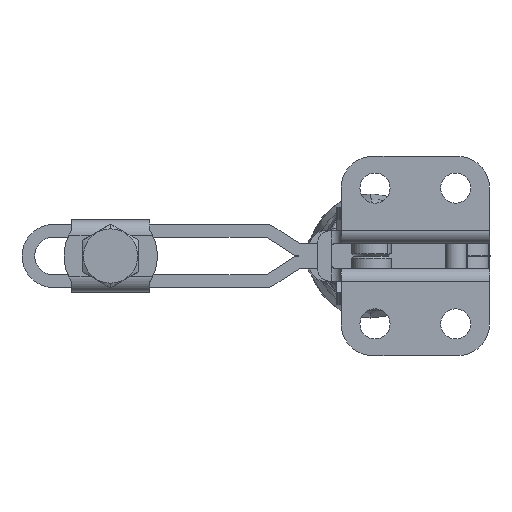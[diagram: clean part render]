
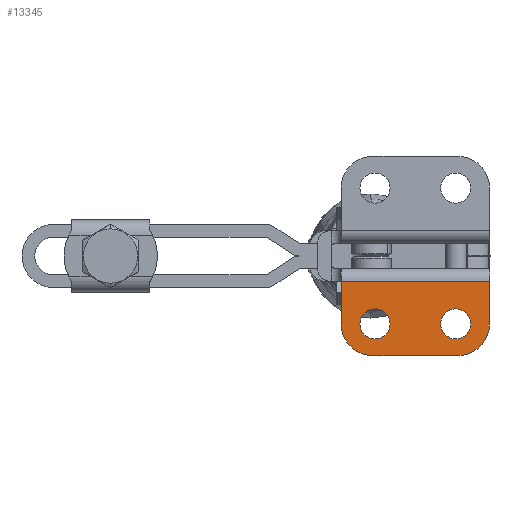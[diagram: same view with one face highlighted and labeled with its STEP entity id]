
A CAD part, front view. The second image highlights one B-rep face of the part: STEP entity #13345.
In plain terms, the highlighted face is planar.
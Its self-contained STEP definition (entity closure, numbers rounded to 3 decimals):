
#54 = DIRECTION ( 'NONE',  ( -1., 0., 0. ) ) ;
#243 = FACE_BOUND ( 'NONE', #3969, .T. ) ;
#340 = EDGE_CURVE ( 'NONE', #3683, #11016, #10128, .T. ) ;
#1033 = AXIS2_PLACEMENT_3D ( 'NONE', #3168, #1905, #11063 ) ;
#1519 = CARTESIAN_POINT ( 'NONE',  ( 0., 14.75, 0. ) ) ;
#1828 = CARTESIAN_POINT ( 'NONE',  ( -27.5, 16., 0. ) ) ;
#1905 = DIRECTION ( 'NONE',  ( 0., 0., 1. ) ) ;
#1985 = CARTESIAN_POINT ( 'NONE',  ( 0., 6., 0. ) ) ;
#2056 = PLANE ( 'NONE',  #1033 ) ;
#2070 = CARTESIAN_POINT ( 'NONE',  ( -7.5, 16., 0. ) ) ;
#2156 = ORIENTED_EDGE ( 'NONE', *, *, #7696, .F. ) ;
#2213 = DIRECTION ( 'NONE',  ( 0., 0., -1. ) ) ;
#2279 = CARTESIAN_POINT ( 'NONE',  ( -27., 16., 0. ) ) ;
#2311 = VECTOR ( 'NONE', #5961, 1000. ) ;
#2710 = AXIS2_PLACEMENT_3D ( 'NONE', #1828, #9718, #2947 ) ;
#2800 = VERTEX_POINT ( 'NONE', #13152 ) ;
#2947 = DIRECTION ( 'NONE',  ( -1., 0., 0. ) ) ;
#3007 = VERTEX_POINT ( 'NONE', #1985 ) ;
#3168 = CARTESIAN_POINT ( 'NONE',  ( -35., 6., 0. ) ) ;
#3187 = AXIS2_PLACEMENT_3D ( 'NONE', #13597, #6841, #54 ) ;
#3188 = DIRECTION ( 'NONE',  ( -1., 0., 0. ) ) ;
#3262 = FACE_BOUND ( 'NONE', #4744, .T. ) ;
#3390 = DIRECTION ( 'NONE',  ( -1., 0., 0. ) ) ;
#3683 = VERTEX_POINT ( 'NONE', #13529 ) ;
#3969 = EDGE_LOOP ( 'NONE', ( #6692, #2156 ) ) ;
#3973 = LINE ( 'NONE', #1519, #12293 ) ;
#4299 = AXIS2_PLACEMENT_3D ( 'NONE', #2070, #9947, #3188 ) ;
#4491 = CARTESIAN_POINT ( 'NONE',  ( -8., 16., 0. ) ) ;
#4681 = VERTEX_POINT ( 'NONE', #9164 ) ;
#4744 = EDGE_LOOP ( 'NONE', ( #12137, #11239 ) ) ;
#4808 = CARTESIAN_POINT ( 'NONE',  ( -35., 14.75, 0. ) ) ;
#4891 = CARTESIAN_POINT ( 'NONE',  ( 0., 16., 0. ) ) ;
#5213 = LINE ( 'NONE', #7474, #8224 ) ;
#5355 = VERTEX_POINT ( 'NONE', #12302 ) ;
#5369 = AXIS2_PLACEMENT_3D ( 'NONE', #8966, #2213, #10091 ) ;
#5420 = CIRCLE ( 'NONE', #2710, 7.5 ) ;
#5639 = DIRECTION ( 'NONE',  ( -1., 0., 0. ) ) ;
#5961 = DIRECTION ( 'NONE',  ( 0., -1., 0. ) ) ;
#6258 = FACE_OUTER_BOUND ( 'NONE', #7288, .T. ) ;
#6626 = ORIENTED_EDGE ( 'NONE', *, *, #12820, .F. ) ;
#6692 = ORIENTED_EDGE ( 'NONE', *, *, #9611, .F. ) ;
#6841 = DIRECTION ( 'NONE',  ( 0., 0., -1. ) ) ;
#7153 = VECTOR ( 'NONE', #10108, 1000. ) ;
#7288 = EDGE_LOOP ( 'NONE', ( #6626, #14376, #9277, #7947, #11451, #8383 ) ) ;
#7408 = EDGE_CURVE ( 'NONE', #10415, #4681, #10933, .T. ) ;
#7474 = CARTESIAN_POINT ( 'NONE',  ( -17.5, 6., 0. ) ) ;
#7687 = AXIS2_PLACEMENT_3D ( 'NONE', #2279, #10147, #3390 ) ;
#7696 = EDGE_CURVE ( 'NONE', #13399, #5355, #14096, .T. ) ;
#7947 = ORIENTED_EDGE ( 'NONE', *, *, #11304, .F. ) ;
#8224 = VECTOR ( 'NONE', #14223, 1000. ) ;
#8243 = CARTESIAN_POINT ( 'NONE',  ( -35., 16., 0. ) ) ;
#8383 = ORIENTED_EDGE ( 'NONE', *, *, #12710, .F. ) ;
#8966 = CARTESIAN_POINT ( 'NONE',  ( -27., 16., 0. ) ) ;
#8984 = CARTESIAN_POINT ( 'NONE',  ( -17.5, 23.5, 0. ) ) ;
#9164 = CARTESIAN_POINT ( 'NONE',  ( -35., 6., 0. ) ) ;
#9277 = ORIENTED_EDGE ( 'NONE', *, *, #11988, .F. ) ;
#9473 = CIRCLE ( 'NONE', #3187, 3.55 ) ;
#9611 = EDGE_CURVE ( 'NONE', #5355, #13399, #9473, .T. ) ;
#9718 = DIRECTION ( 'NONE',  ( 0., 0., 1. ) ) ;
#9805 = CIRCLE ( 'NONE', #5369, 3.55 ) ;
#9947 = DIRECTION ( 'NONE',  ( 0., 0., 1. ) ) ;
#10091 = DIRECTION ( 'NONE',  ( -1., 0., 0. ) ) ;
#10108 = DIRECTION ( 'NONE',  ( -1., 0., 0. ) ) ;
#10128 = CIRCLE ( 'NONE', #7687, 3.55 ) ;
#10147 = DIRECTION ( 'NONE',  ( 0., 0., -1. ) ) ;
#10321 = VERTEX_POINT ( 'NONE', #10330 ) ;
#10330 = CARTESIAN_POINT ( 'NONE',  ( -27.5, 23.5, 0. ) ) ;
#10415 = VERTEX_POINT ( 'NONE', #8243 ) ;
#10933 = LINE ( 'NONE', #4808, #2311 ) ;
#11016 = VERTEX_POINT ( 'NONE', #12962 ) ;
#11063 = DIRECTION ( 'NONE',  ( 1., 0., 0. ) ) ;
#11203 = EDGE_CURVE ( 'NONE', #13083, #2800, #11907, .T. ) ;
#11239 = ORIENTED_EDGE ( 'NONE', *, *, #12984, .F. ) ;
#11304 = EDGE_CURVE ( 'NONE', #2800, #10321, #13162, .T. ) ;
#11451 = ORIENTED_EDGE ( 'NONE', *, *, #11203, .F. ) ;
#11648 = DIRECTION ( 'NONE',  ( 0., 1., 0. ) ) ;
#11907 = CIRCLE ( 'NONE', #4299, 7.5 ) ;
#11988 = EDGE_CURVE ( 'NONE', #10321, #10415, #5420, .T. ) ;
#12137 = ORIENTED_EDGE ( 'NONE', *, *, #340, .F. ) ;
#12293 = VECTOR ( 'NONE', #11648, 1000. ) ;
#12302 = CARTESIAN_POINT ( 'NONE',  ( -11.55, 16., 0. ) ) ;
#12402 = DIRECTION ( 'NONE',  ( 0., 0., -1. ) ) ;
#12710 = EDGE_CURVE ( 'NONE', #3007, #13083, #3973, .T. ) ;
#12820 = EDGE_CURVE ( 'NONE', #4681, #3007, #5213, .T. ) ;
#12962 = CARTESIAN_POINT ( 'NONE',  ( -23.45, 16., 0. ) ) ;
#12984 = EDGE_CURVE ( 'NONE', #11016, #3683, #9805, .T. ) ;
#13083 = VERTEX_POINT ( 'NONE', #4891 ) ;
#13152 = CARTESIAN_POINT ( 'NONE',  ( -7.5, 23.5, 0. ) ) ;
#13162 = LINE ( 'NONE', #8984, #7153 ) ;
#13345 = ADVANCED_FACE ( 'NONE', ( #243, #3262, #6258 ), #2056, .F. ) ;
#13347 = CARTESIAN_POINT ( 'NONE',  ( -4.45, 16., 0. ) ) ;
#13399 = VERTEX_POINT ( 'NONE', #13347 ) ;
#13529 = CARTESIAN_POINT ( 'NONE',  ( -30.55, 16., 0. ) ) ;
#13597 = CARTESIAN_POINT ( 'NONE',  ( -8., 16., 0. ) ) ;
#14096 = CIRCLE ( 'NONE', #14521, 3.55 ) ;
#14223 = DIRECTION ( 'NONE',  ( 1., 0., 0. ) ) ;
#14376 = ORIENTED_EDGE ( 'NONE', *, *, #7408, .F. ) ;
#14521 = AXIS2_PLACEMENT_3D ( 'NONE', #4491, #12402, #5639 ) ;
